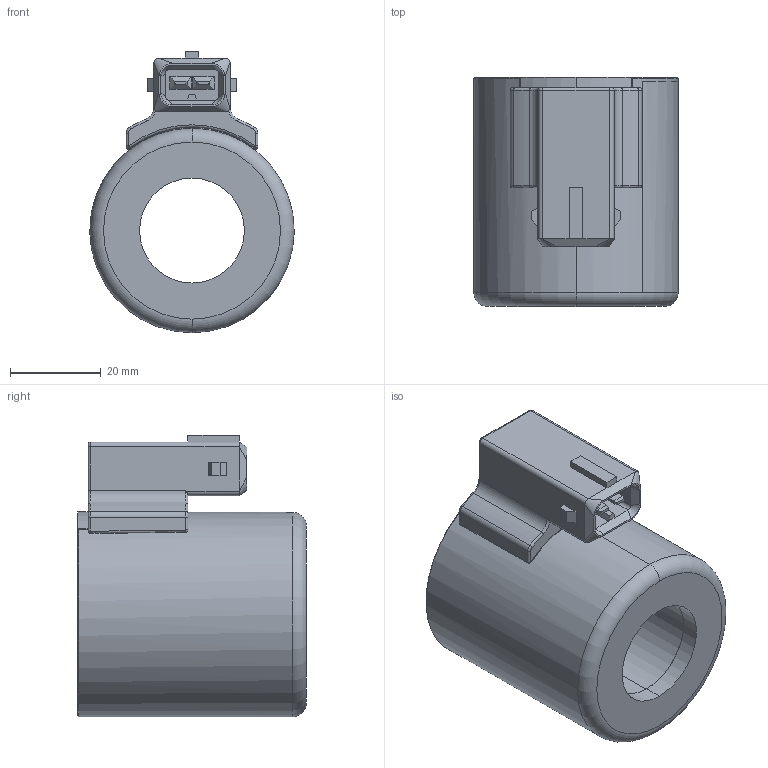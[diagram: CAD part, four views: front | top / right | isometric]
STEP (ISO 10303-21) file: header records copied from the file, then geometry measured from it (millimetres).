
FILE_DESCRIPTION (( 'STEP AP203' ), '1' );
FILE_NAME ('EC23C300B.STEP', '2021-05-07T01:34:53', ( '' ), ( '' ), 'SwSTEP 2.0', 'SolidWorks 2018', '' );
FILE_SCHEMA (( 'CONFIG_CONTROL_DESIGN' ));
Length unit declared in the file: millimetre
Products named in the file (4): 6GX40A04001_組合用; 6GX45A50001_目錄用; EC23C300B; S3線圈二次射出(AMP插座型)-1_目錄用
Assembly tree (3 placements, depth 2):
  EC23C300B
    S3線圈二次射出(AMP插座型)-1_目錄用
    6GX40A04001_組合用
    6GX45A50001_目錄用
Bounding box: 45 x 50.4 x 62 mm (x, y, z)
Volume: 48259.2 mm3; surface area: 32952.1 mm2
Topology: 2 solids, 4 shells, 199 faces, 496 edges, 305 vertices
Faces by surface type: plane 101, cylinder 53, torus 23, bspline 12, cone 6, sphere 4
Entity records: 6846 total; most frequent: CARTESIAN_POINT 1732, DIRECTION 990, ORIENTED_EDGE 980, EDGE_CURVE 492, AXIS2_PLACEMENT_3D 356, VERTEX_POINT 305, VECTOR 278, LINE 278
